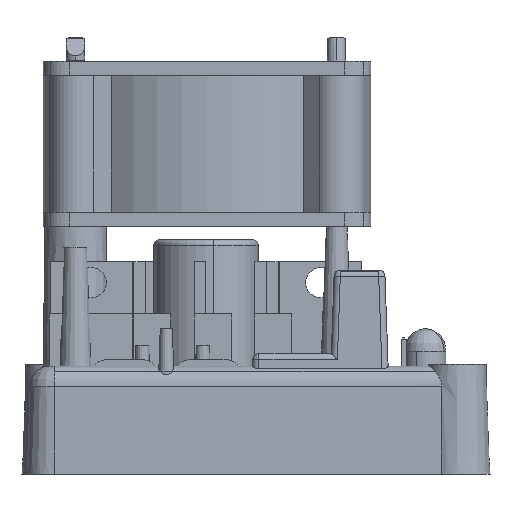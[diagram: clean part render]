
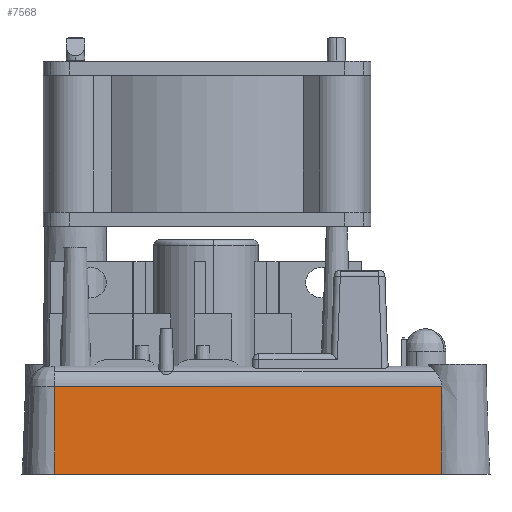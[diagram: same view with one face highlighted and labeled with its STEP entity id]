
A CAD part, left-side view. The second image highlights one B-rep face of the part: STEP entity #7568.
In plain terms, the highlighted planar face has unit normal (-0.999, 0, 0.035).
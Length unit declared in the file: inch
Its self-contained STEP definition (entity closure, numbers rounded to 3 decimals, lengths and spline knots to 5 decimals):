
#155=CARTESIAN_POINT('',(-2.06827,0.67722,0.42149));
#156=VERTEX_POINT('',#155);
#164=CARTESIAN_POINT('',(-2.06827,-1.17867,0.42149));
#165=VERTEX_POINT('',#164);
#166=CARTESIAN_POINT('',(-2.06827,0.67722,0.42149));
#167=DIRECTION('',(0.0,-1.0,0.0));
#168=VECTOR('',#167,1.85589);
#169=LINE('',#166,#168);
#170=EDGE_CURVE('',#156,#165,#169,.T.);
#7128=CARTESIAN_POINT('',(-2.08299,-1.17461,0.));
#7129=VERTEX_POINT('',#7128);
#7130=CARTESIAN_POINT('',(-2.06827,-1.17867,0.42149));
#7131=CARTESIAN_POINT('',(-2.069,-1.17846,0.40049));
#7132=CARTESIAN_POINT('',(-2.07391,-1.17708,0.26));
#7133=CARTESIAN_POINT('',(-2.07881,-1.17573,0.1195));
#7134=CARTESIAN_POINT('',(-2.08299,-1.17461,0.));
#7135=B_SPLINE_CURVE_WITH_KNOTS('',3,(#7130,#7131,#7132,#7133,#7134),.UNSPECIFIED.,.F.,.U.,(4,1,4),(0.09657,0.15961,0.51834),.UNSPECIFIED.);
#7136=EDGE_CURVE('',#165,#7129,#7135,.T.);
#7545=CARTESIAN_POINT('',(-2.08372,0.77001,-0.02107));
#7546=DIRECTION('',(-0.999,0.,0.035));
#7547=DIRECTION('',(0.035,0.0,0.999));
#7548=AXIS2_PLACEMENT_3D('',#7545,#7546,#7547);
#7549=PLANE('',#7548);
#7550=CARTESIAN_POINT('',(-2.08299,0.67722,0.));
#7551=VERTEX_POINT('',#7550);
#7552=CARTESIAN_POINT('',(-2.08299,0.67722,0.));
#7553=DIRECTION('',(0.0,-1.0,0.0));
#7554=VECTOR('',#7553,1.85183);
#7555=LINE('',#7552,#7554);
#7556=EDGE_CURVE('',#7551,#7129,#7555,.T.);
#7557=ORIENTED_EDGE('',*,*,#7556,.T.);
#7558=ORIENTED_EDGE('',*,*,#7136,.F.);
#7559=ORIENTED_EDGE('',*,*,#170,.F.);
#7560=CARTESIAN_POINT('',(-2.08299,0.67722,0.));
#7561=DIRECTION('',(0.035,0.0,0.999));
#7562=VECTOR('',#7561,0.42175);
#7563=LINE('',#7560,#7562);
#7564=EDGE_CURVE('',#7551,#156,#7563,.T.);
#7565=ORIENTED_EDGE('',*,*,#7564,.F.);
#7566=EDGE_LOOP('',(#7557,#7558,#7559,#7565));
#7567=FACE_OUTER_BOUND('',#7566,.T.);
#7568=ADVANCED_FACE('',(#7567),#7549,.T.);
